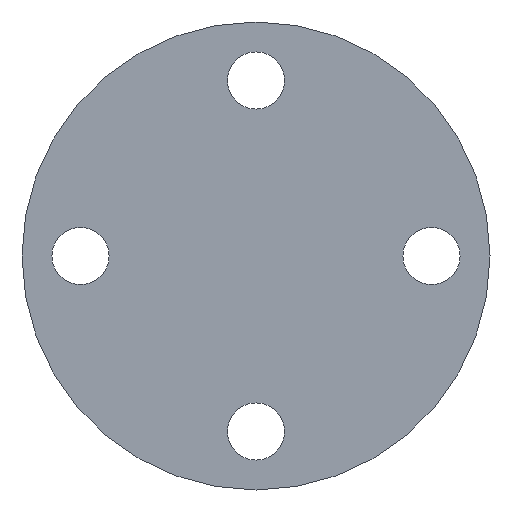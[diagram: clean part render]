
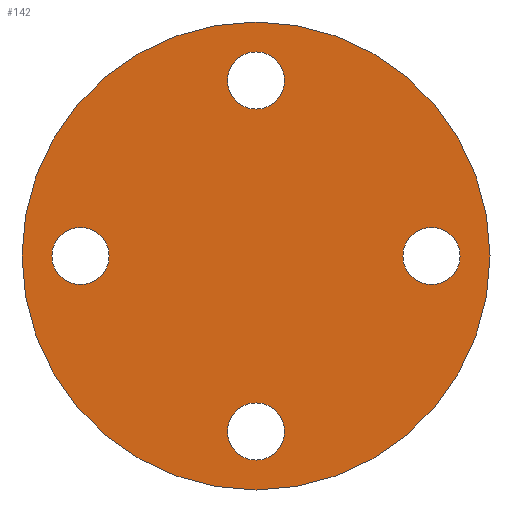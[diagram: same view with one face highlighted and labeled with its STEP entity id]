
A CAD part, front view. The second image highlights one B-rep face of the part: STEP entity #142.
In plain terms, the highlighted planar face has unit normal (0, -1, 0).
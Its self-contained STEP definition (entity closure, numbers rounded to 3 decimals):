
#6 = DIRECTION ( 'NONE',  ( 0., 1., 0. ) ) ;
#14 = CARTESIAN_POINT ( 'NONE',  ( 0., 0., -90. ) ) ;
#18 = CARTESIAN_POINT ( 'NONE',  ( -56.5, 0., 0. ) ) ;
#29 = ORIENTED_EDGE ( 'NONE', *, *, #422, .T. ) ;
#37 = EDGE_CURVE ( 'NONE', #83, #106, #72, .T. ) ;
#40 = CARTESIAN_POINT ( 'NONE',  ( 0., 0., 90. ) ) ;
#45 = CIRCLE ( 'NONE', #197, 90. ) ;
#46 = DIRECTION ( 'NONE',  ( 0., 1., 0. ) ) ;
#47 = DIRECTION ( 'NONE',  ( 0., 0., -1. ) ) ;
#56 = ORIENTED_EDGE ( 'NONE', *, *, #473, .T. ) ;
#57 = ORIENTED_EDGE ( 'NONE', *, *, #105, .T. ) ;
#70 = FACE_BOUND ( 'NONE', #278, .T. ) ;
#71 = CIRCLE ( 'NONE', #236, 11. ) ;
#72 = CIRCLE ( 'NONE', #360, 11. ) ;
#79 = CARTESIAN_POINT ( 'NONE',  ( 0., 0., 78.5 ) ) ;
#82 = CIRCLE ( 'NONE', #174, 90. ) ;
#83 = VERTEX_POINT ( 'NONE', #433 ) ;
#85 = CARTESIAN_POINT ( 'NONE',  ( 0., 0., 67.5 ) ) ;
#88 = DIRECTION ( 'NONE',  ( 0., 0., 1. ) ) ;
#99 = DIRECTION ( 'NONE',  ( 0., 1., 0. ) ) ;
#102 = AXIS2_PLACEMENT_3D ( 'NONE', #128, #258, #437 ) ;
#103 = VERTEX_POINT ( 'NONE', #301 ) ;
#105 = EDGE_CURVE ( 'NONE', #323, #377, #525, .T. ) ;
#106 = VERTEX_POINT ( 'NONE', #513 ) ;
#109 = EDGE_CURVE ( 'NONE', #121, #266, #82, .T. ) ;
#111 = AXIS2_PLACEMENT_3D ( 'NONE', #293, #161, #501 ) ;
#117 = DIRECTION ( 'NONE',  ( 0., 1., 0. ) ) ;
#118 = CARTESIAN_POINT ( 'NONE',  ( 0., 0., -78.5 ) ) ;
#121 = VERTEX_POINT ( 'NONE', #14 ) ;
#128 = CARTESIAN_POINT ( 'NONE',  ( -67.5, 0., 0. ) ) ;
#142 = ADVANCED_FACE ( 'NONE', ( #369, #70, #373, #534, #176 ), #237, .F. ) ;
#144 = DIRECTION ( 'NONE',  ( 0., 1., 0. ) ) ;
#161 = DIRECTION ( 'NONE',  ( 0., 1., 0. ) ) ;
#174 = AXIS2_PLACEMENT_3D ( 'NONE', #477, #99, #189 ) ;
#176 = FACE_OUTER_BOUND ( 'NONE', #392, .T. ) ;
#179 = VERTEX_POINT ( 'NONE', #18 ) ;
#181 = CARTESIAN_POINT ( 'NONE',  ( 0., 0., 67.5 ) ) ;
#189 = DIRECTION ( 'NONE',  ( 0., 0., 1. ) ) ;
#196 = AXIS2_PLACEMENT_3D ( 'NONE', #419, #279, #451 ) ;
#197 = AXIS2_PLACEMENT_3D ( 'NONE', #289, #46, #209 ) ;
#209 = DIRECTION ( 'NONE',  ( 0., 0., 1. ) ) ;
#210 = CARTESIAN_POINT ( 'NONE',  ( -67.5, 0., 0. ) ) ;
#218 = EDGE_CURVE ( 'NONE', #377, #323, #71, .T. ) ;
#223 = EDGE_LOOP ( 'NONE', ( #455, #372 ) ) ;
#236 = AXIS2_PLACEMENT_3D ( 'NONE', #181, #144, #489 ) ;
#237 = PLANE ( 'NONE',  #196 ) ;
#256 = AXIS2_PLACEMENT_3D ( 'NONE', #362, #357, #88 ) ;
#258 = DIRECTION ( 'NONE',  ( 0., 1., 0. ) ) ;
#262 = AXIS2_PLACEMENT_3D ( 'NONE', #340, #117, #425 ) ;
#263 = ORIENTED_EDGE ( 'NONE', *, *, #265, .T. ) ;
#265 = EDGE_CURVE ( 'NONE', #518, #509, #339, .T. ) ;
#266 = VERTEX_POINT ( 'NONE', #40 ) ;
#273 = EDGE_CURVE ( 'NONE', #106, #83, #479, .T. ) ;
#278 = EDGE_LOOP ( 'NONE', ( #327, #57 ) ) ;
#279 = DIRECTION ( 'NONE',  ( 0., 1., 0. ) ) ;
#286 = AXIS2_PLACEMENT_3D ( 'NONE', #85, #474, #47 ) ;
#289 = CARTESIAN_POINT ( 'NONE',  ( 0., 0., 0. ) ) ;
#293 = CARTESIAN_POINT ( 'NONE',  ( 0., 0., -67.5 ) ) ;
#294 = CARTESIAN_POINT ( 'NONE',  ( 0., 0., -56.5 ) ) ;
#301 = CARTESIAN_POINT ( 'NONE',  ( -78.5, 0., 0. ) ) ;
#314 = DIRECTION ( 'NONE',  ( 1., 0., 0. ) ) ;
#323 = VERTEX_POINT ( 'NONE', #79 ) ;
#327 = ORIENTED_EDGE ( 'NONE', *, *, #218, .T. ) ;
#334 = CIRCLE ( 'NONE', #546, 11. ) ;
#335 = CARTESIAN_POINT ( 'NONE',  ( 67.5, 0., 0. ) ) ;
#339 = CIRCLE ( 'NONE', #111, 11. ) ;
#340 = CARTESIAN_POINT ( 'NONE',  ( 67.5, 0., 0. ) ) ;
#351 = CIRCLE ( 'NONE', #102, 11. ) ;
#353 = EDGE_CURVE ( 'NONE', #266, #121, #45, .T. ) ;
#354 = ORIENTED_EDGE ( 'NONE', *, *, #109, .F. ) ;
#357 = DIRECTION ( 'NONE',  ( 0., 1., 0. ) ) ;
#360 = AXIS2_PLACEMENT_3D ( 'NONE', #335, #500, #380 ) ;
#362 = CARTESIAN_POINT ( 'NONE',  ( 0., 0., -67.5 ) ) ;
#369 = FACE_BOUND ( 'NONE', #405, .T. ) ;
#372 = ORIENTED_EDGE ( 'NONE', *, *, #273, .T. ) ;
#373 = FACE_BOUND ( 'NONE', #223, .T. ) ;
#377 = VERTEX_POINT ( 'NONE', #464 ) ;
#380 = DIRECTION ( 'NONE',  ( -1., 0., 0. ) ) ;
#392 = EDGE_LOOP ( 'NONE', ( #354, #441 ) ) ;
#405 = EDGE_LOOP ( 'NONE', ( #494, #56 ) ) ;
#419 = CARTESIAN_POINT ( 'NONE',  ( 0., 0., 0. ) ) ;
#422 = EDGE_CURVE ( 'NONE', #509, #518, #436, .T. ) ;
#425 = DIRECTION ( 'NONE',  ( -1., 0., 0. ) ) ;
#430 = EDGE_CURVE ( 'NONE', #179, #103, #334, .T. ) ;
#433 = CARTESIAN_POINT ( 'NONE',  ( 56.5, 0., 0. ) ) ;
#436 = CIRCLE ( 'NONE', #256, 11. ) ;
#437 = DIRECTION ( 'NONE',  ( 1., 0., 0. ) ) ;
#441 = ORIENTED_EDGE ( 'NONE', *, *, #353, .F. ) ;
#451 = DIRECTION ( 'NONE',  ( 0., 0., 1. ) ) ;
#455 = ORIENTED_EDGE ( 'NONE', *, *, #37, .T. ) ;
#464 = CARTESIAN_POINT ( 'NONE',  ( 0., 0., 56.5 ) ) ;
#473 = EDGE_CURVE ( 'NONE', #103, #179, #351, .T. ) ;
#474 = DIRECTION ( 'NONE',  ( 0., 1., 0. ) ) ;
#477 = CARTESIAN_POINT ( 'NONE',  ( 0., 0., 0. ) ) ;
#479 = CIRCLE ( 'NONE', #262, 11. ) ;
#489 = DIRECTION ( 'NONE',  ( 0., 0., -1. ) ) ;
#494 = ORIENTED_EDGE ( 'NONE', *, *, #430, .T. ) ;
#500 = DIRECTION ( 'NONE',  ( 0., 1., 0. ) ) ;
#501 = DIRECTION ( 'NONE',  ( 0., 0., 1. ) ) ;
#509 = VERTEX_POINT ( 'NONE', #118 ) ;
#513 = CARTESIAN_POINT ( 'NONE',  ( 78.5, 0., 0. ) ) ;
#518 = VERTEX_POINT ( 'NONE', #294 ) ;
#525 = CIRCLE ( 'NONE', #286, 11. ) ;
#526 = EDGE_LOOP ( 'NONE', ( #263, #29 ) ) ;
#534 = FACE_BOUND ( 'NONE', #526, .T. ) ;
#546 = AXIS2_PLACEMENT_3D ( 'NONE', #210, #6, #314 ) ;
